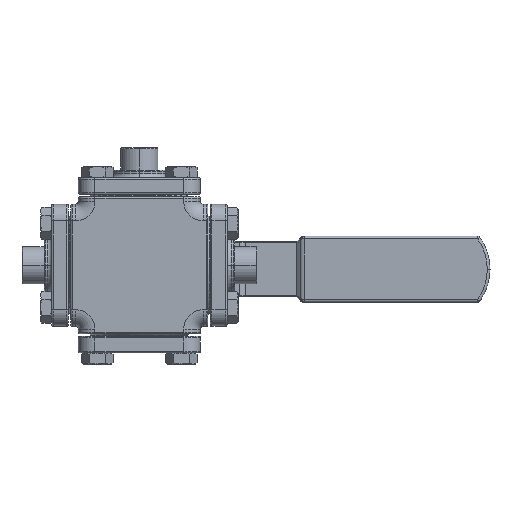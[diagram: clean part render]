
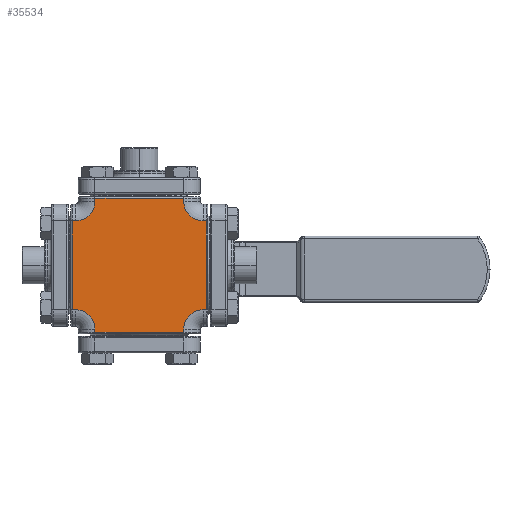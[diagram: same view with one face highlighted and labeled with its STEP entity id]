
A CAD part, front view. The second image highlights one B-rep face of the part: STEP entity #35534.
In plain terms, the highlighted planar face has unit normal (0, -1, 0).
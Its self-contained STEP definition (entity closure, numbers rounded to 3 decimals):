
#527 = CARTESIAN_POINT ( 'NONE',  ( -16.1, -22.1, -23.1 ) ) ;
#560 = CARTESIAN_POINT ( 'NONE',  ( -16.1, -22.1, -24.3 ) ) ;
#577 = CARTESIAN_POINT ( 'NONE',  ( 16.1, -22.1, -24.3 ) ) ;
#578 = CARTESIAN_POINT ( 'NONE',  ( 16.1, -22.1, -23.1 ) ) ;
#579 = CARTESIAN_POINT ( 'NONE',  ( 23.1, -22.1, -16.1 ) ) ;
#580 = CARTESIAN_POINT ( 'NONE',  ( 24.3, -22.1, -16.1 ) ) ;
#581 = CARTESIAN_POINT ( 'NONE',  ( 24.3, -22.1, 16.1 ) ) ;
#582 = CARTESIAN_POINT ( 'NONE',  ( 23.1, -22.1, 16.1 ) ) ;
#583 = CARTESIAN_POINT ( 'NONE',  ( 16.1, -22.1, 23.1 ) ) ;
#584 = CARTESIAN_POINT ( 'NONE',  ( 16.1, -22.1, 24.3 ) ) ;
#585 = CARTESIAN_POINT ( 'NONE',  ( -16.1, -22.1, 24.3 ) ) ;
#586 = CARTESIAN_POINT ( 'NONE',  ( -16.1, -22.1, 23.1 ) ) ;
#587 = CARTESIAN_POINT ( 'NONE',  ( -23.1, -22.1, 16.1 ) ) ;
#588 = CARTESIAN_POINT ( 'NONE',  ( -24.3, -22.1, 16.1 ) ) ;
#589 = CARTESIAN_POINT ( 'NONE',  ( -24.3, -22.1, -16.1 ) ) ;
#590 = CARTESIAN_POINT ( 'NONE',  ( -23.1, -22.1, -16.1 ) ) ;
#6945 = EDGE_CURVE ( 'NONE', #28808, #28912, #24047, .T. ) ;
#6946 = EDGE_CURVE ( 'NONE', #28912, #28966, #24020, .T. ) ;
#6947 = EDGE_CURVE ( 'NONE', #28966, #28969, #24050, .T. ) ;
#6948 = EDGE_CURVE ( 'NONE', #28969, #28972, #24052, .T. ) ;
#6949 = EDGE_CURVE ( 'NONE', #28972, #28976, #24054, .T. ) ;
#6950 = EDGE_CURVE ( 'NONE', #28976, #28979, #24055, .T. ) ;
#6951 = EDGE_CURVE ( 'NONE', #28979, #28982, #24057, .T. ) ;
#6952 = EDGE_CURVE ( 'NONE', #28982, #28985, #24059, .T. ) ;
#6953 = EDGE_CURVE ( 'NONE', #28985, #28988, #24061, .T. ) ;
#6954 = EDGE_CURVE ( 'NONE', #28988, #28991, #24062, .T. ) ;
#6955 = EDGE_CURVE ( 'NONE', #28991, #28995, #24064, .T. ) ;
#6956 = EDGE_CURVE ( 'NONE', #28995, #28998, #24066, .T. ) ;
#6957 = EDGE_CURVE ( 'NONE', #28998, #29001, #24068, .T. ) ;
#6958 = EDGE_CURVE ( 'NONE', #29001, #29004, #24069, .T. ) ;
#6959 = EDGE_CURVE ( 'NONE', #29004, #29007, #24071, .T. ) ;
#6960 = EDGE_CURVE ( 'NONE', #29007, #28808, #24073, .T. ) ;
#19008 = FACE_OUTER_BOUND ( 'NONE', #33288, .T. ) ;
#19456 = PLANE ( 'NONE',  #19809 ) ;
#19457 = CARTESIAN_POINT ( 'NONE',  ( -54.701, -22.1, 0. ) ) ;
#19461 = DIRECTION ( 'NONE',  ( 0., 1., 0. ) ) ;
#19462 = DIRECTION ( 'NONE',  ( 0., 0., 1. ) ) ;
#19809 = AXIS2_PLACEMENT_3D ( 'NONE', #19457, #19461, #19462 ) ;
#21008 = AXIS2_PLACEMENT_3D ( 'NONE', #24895, #24896, #24897 ) ;
#21009 = AXIS2_PLACEMENT_3D ( 'NONE', #24904, #24905, #24906 ) ;
#21010 = AXIS2_PLACEMENT_3D ( 'NONE', #24911, #24912, #24913 ) ;
#21011 = AXIS2_PLACEMENT_3D ( 'NONE', #24918, #24919, #24920 ) ;
#24020 = LINE ( 'NONE', #24885, #24051 ) ;
#24047 = LINE ( 'NONE', #24875, #24049 ) ;
#24049 = VECTOR ( 'NONE', #24876, 1000. ) ;
#24050 = LINE ( 'NONE', #24891, #24053 ) ;
#24051 = VECTOR ( 'NONE', #24890, 1000. ) ;
#24052 = CIRCLE ( 'NONE', #21008, 7. ) ;
#24053 = VECTOR ( 'NONE', #24892, 1000. ) ;
#24054 = LINE ( 'NONE', #24889, #24056 ) ;
#24055 = LINE ( 'NONE', #24898, #24058 ) ;
#24056 = VECTOR ( 'NONE', #24884, 1000. ) ;
#24057 = LINE ( 'NONE', #24900, #24060 ) ;
#24058 = VECTOR ( 'NONE', #24899, 1000. ) ;
#24059 = CIRCLE ( 'NONE', #21009, 7. ) ;
#24060 = VECTOR ( 'NONE', #24901, 1000. ) ;
#24061 = LINE ( 'NONE', #24893, #24063 ) ;
#24062 = LINE ( 'NONE', #24907, #24065 ) ;
#24063 = VECTOR ( 'NONE', #24894, 1000. ) ;
#24064 = LINE ( 'NONE', #24909, #24067 ) ;
#24065 = VECTOR ( 'NONE', #24908, 1000. ) ;
#24066 = CIRCLE ( 'NONE', #21010, 7. ) ;
#24067 = VECTOR ( 'NONE', #24910, 1000. ) ;
#24068 = LINE ( 'NONE', #24902, #24070 ) ;
#24069 = LINE ( 'NONE', #24914, #24072 ) ;
#24070 = VECTOR ( 'NONE', #24903, 1000. ) ;
#24071 = LINE ( 'NONE', #24916, #24074 ) ;
#24072 = VECTOR ( 'NONE', #24915, 1000. ) ;
#24073 = CIRCLE ( 'NONE', #21011, 7. ) ;
#24074 = VECTOR ( 'NONE', #24917, 1000. ) ;
#24875 = CARTESIAN_POINT ( 'NONE',  ( -16.1, -22.1, -24.8 ) ) ;
#24876 = DIRECTION ( 'NONE',  ( 0., 0., -1. ) ) ;
#24884 = DIRECTION ( 'NONE',  ( 1., 0., 0. ) ) ;
#24885 = CARTESIAN_POINT ( 'NONE',  ( -54.701, -22.1, -24.3 ) ) ;
#24889 = CARTESIAN_POINT ( 'NONE',  ( -54.701, -22.1, -16.1 ) ) ;
#24890 = DIRECTION ( 'NONE',  ( 1., 0., 0. ) ) ;
#24891 = CARTESIAN_POINT ( 'NONE',  ( 16.1, -22.1, 0. ) ) ;
#24892 = DIRECTION ( 'NONE',  ( 0., 0., 1. ) ) ;
#24893 = CARTESIAN_POINT ( 'NONE',  ( 16.1, -22.1, 0. ) ) ;
#24894 = DIRECTION ( 'NONE',  ( 0., 0., 1. ) ) ;
#24895 = CARTESIAN_POINT ( 'NONE',  ( 23.1, -22.1, -23.1 ) ) ;
#24896 = DIRECTION ( 'NONE',  ( 0., 1., 0. ) ) ;
#24897 = DIRECTION ( 'NONE',  ( 0., 0., 1. ) ) ;
#24898 = CARTESIAN_POINT ( 'NONE',  ( 24.3, -22.1, 0. ) ) ;
#24899 = DIRECTION ( 'NONE',  ( 0., 0., 1. ) ) ;
#24900 = CARTESIAN_POINT ( 'NONE',  ( 23.1, -22.1, 16.1 ) ) ;
#24901 = DIRECTION ( 'NONE',  ( -1., 0., 0. ) ) ;
#24902 = CARTESIAN_POINT ( 'NONE',  ( -24.8, -22.1, 16.1 ) ) ;
#24903 = DIRECTION ( 'NONE',  ( -1., 0., 0. ) ) ;
#24904 = CARTESIAN_POINT ( 'NONE',  ( 23.1, -22.1, 23.1 ) ) ;
#24905 = DIRECTION ( 'NONE',  ( 0., 1., 0. ) ) ;
#24906 = DIRECTION ( 'NONE',  ( 0., 0., 1. ) ) ;
#24907 = CARTESIAN_POINT ( 'NONE',  ( -16.1, -22.1, 24.3 ) ) ;
#24908 = DIRECTION ( 'NONE',  ( -1., 0., 0. ) ) ;
#24909 = CARTESIAN_POINT ( 'NONE',  ( -16.1, -22.1, 23.1 ) ) ;
#24910 = DIRECTION ( 'NONE',  ( 0., 0., -1. ) ) ;
#24911 = CARTESIAN_POINT ( 'NONE',  ( -23.1, -22.1, 23.1 ) ) ;
#24912 = DIRECTION ( 'NONE',  ( 0., 1., 0. ) ) ;
#24913 = DIRECTION ( 'NONE',  ( 0., 0., 1. ) ) ;
#24914 = CARTESIAN_POINT ( 'NONE',  ( -24.3, -22.1, -16.1 ) ) ;
#24915 = DIRECTION ( 'NONE',  ( 0., 0., -1. ) ) ;
#24916 = CARTESIAN_POINT ( 'NONE',  ( -54.701, -22.1, -16.1 ) ) ;
#24917 = DIRECTION ( 'NONE',  ( 1., 0., 0. ) ) ;
#24918 = CARTESIAN_POINT ( 'NONE',  ( -23.1, -22.1, -23.1 ) ) ;
#24919 = DIRECTION ( 'NONE',  ( 0., 1., 0. ) ) ;
#24920 = DIRECTION ( 'NONE',  ( 0., 0., 1. ) ) ;
#28808 = VERTEX_POINT ( 'NONE', #527 ) ;
#28912 = VERTEX_POINT ( 'NONE', #560 ) ;
#28966 = VERTEX_POINT ( 'NONE', #577 ) ;
#28969 = VERTEX_POINT ( 'NONE', #578 ) ;
#28972 = VERTEX_POINT ( 'NONE', #579 ) ;
#28976 = VERTEX_POINT ( 'NONE', #580 ) ;
#28979 = VERTEX_POINT ( 'NONE', #581 ) ;
#28982 = VERTEX_POINT ( 'NONE', #582 ) ;
#28985 = VERTEX_POINT ( 'NONE', #583 ) ;
#28988 = VERTEX_POINT ( 'NONE', #584 ) ;
#28991 = VERTEX_POINT ( 'NONE', #585 ) ;
#28995 = VERTEX_POINT ( 'NONE', #586 ) ;
#28998 = VERTEX_POINT ( 'NONE', #587 ) ;
#29001 = VERTEX_POINT ( 'NONE', #588 ) ;
#29004 = VERTEX_POINT ( 'NONE', #589 ) ;
#29007 = VERTEX_POINT ( 'NONE', #590 ) ;
#31590 = ORIENTED_EDGE ( 'NONE', *, *, #6945, .T. ) ;
#31591 = ORIENTED_EDGE ( 'NONE', *, *, #6946, .T. ) ;
#31592 = ORIENTED_EDGE ( 'NONE', *, *, #6947, .T. ) ;
#31593 = ORIENTED_EDGE ( 'NONE', *, *, #6948, .T. ) ;
#31594 = ORIENTED_EDGE ( 'NONE', *, *, #6949, .T. ) ;
#31595 = ORIENTED_EDGE ( 'NONE', *, *, #6950, .T. ) ;
#31596 = ORIENTED_EDGE ( 'NONE', *, *, #6951, .T. ) ;
#31597 = ORIENTED_EDGE ( 'NONE', *, *, #6952, .T. ) ;
#31598 = ORIENTED_EDGE ( 'NONE', *, *, #6953, .T. ) ;
#31599 = ORIENTED_EDGE ( 'NONE', *, *, #6954, .T. ) ;
#31600 = ORIENTED_EDGE ( 'NONE', *, *, #6955, .T. ) ;
#31601 = ORIENTED_EDGE ( 'NONE', *, *, #6956, .T. ) ;
#31602 = ORIENTED_EDGE ( 'NONE', *, *, #6957, .T. ) ;
#31603 = ORIENTED_EDGE ( 'NONE', *, *, #6958, .T. ) ;
#31604 = ORIENTED_EDGE ( 'NONE', *, *, #6959, .T. ) ;
#31605 = ORIENTED_EDGE ( 'NONE', *, *, #6960, .T. ) ;
#33288 = EDGE_LOOP ( 'NONE', ( #31590, #31591, #31592, #31593, #31594, #31595, #31596, #31597, #31598, #31599, #31600, #31601, #31602, #31603, #31604, #31605 ) ) ;
#35534 = ADVANCED_FACE ( 'NONE', ( #19008 ), #19456, .F. ) ;
